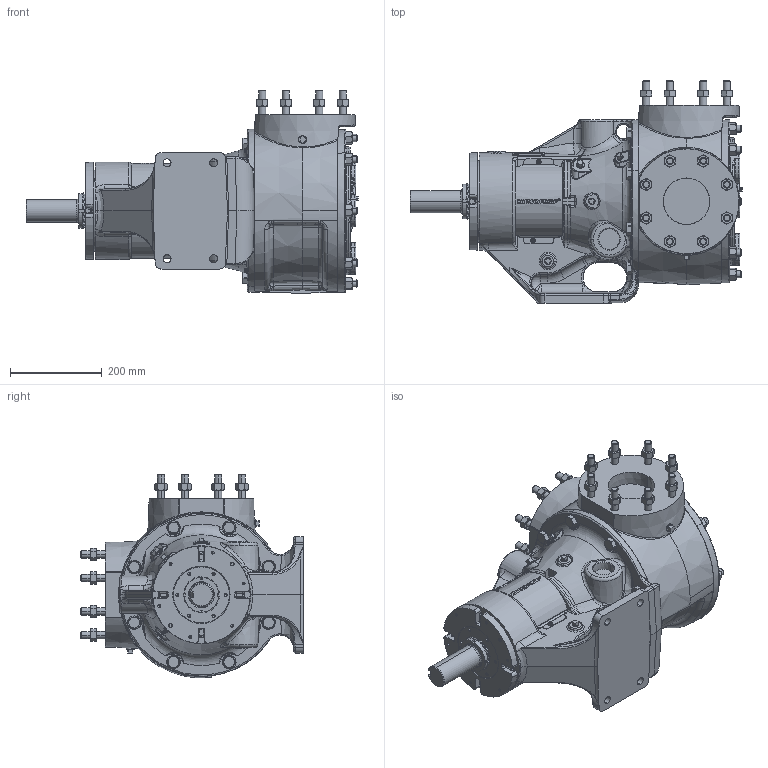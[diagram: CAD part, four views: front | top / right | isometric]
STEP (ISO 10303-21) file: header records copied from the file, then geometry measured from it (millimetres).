
FILE_DESCRIPTION (( 'STEP AP214' ), '1' );
FILE_NAME ('QV-2338.step', '2025-12-05T14:22:09', ( '' ), ( '' ), 'SwSTEP 2.0', 'SolidWorks 2024', '' );
FILE_SCHEMA (( 'AUTOMOTIVE_DESIGN' ));
Length unit declared in the file: inch
Products named in the file (1): QV-2338
Bounding box: 724.26 x 485.65 x 444.81 mm (x, y, z)
Volume: 38548859.3 mm3; surface area: 1312329.4 mm2
Topology: 1 solids, 1 shells, 3857 faces, 9674 edges, 6029 vertices
Faces by surface type: plane 1305, bspline 1126, cone 693, cylinder 587, torus 103, sphere 43
Entity records: 168882 total; most frequent: CARTESIAN_POINT 86388, ORIENTED_EDGE 19170, DIRECTION 13821, EDGE_CURVE 9585, VERTEX_POINT 6026, AXIS2_PLACEMENT_3D 4944, EDGE_LOOP 4173, VECTOR 3933
